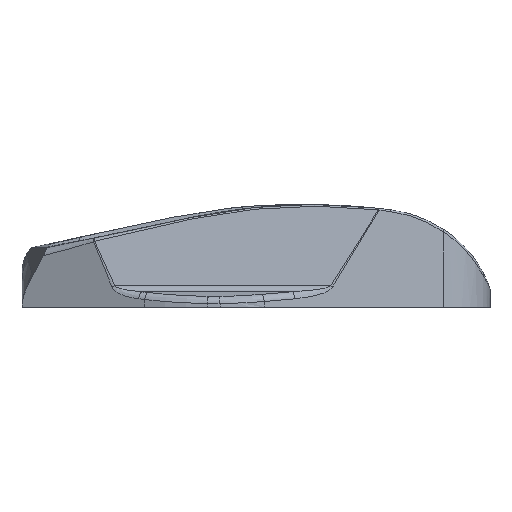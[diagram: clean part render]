
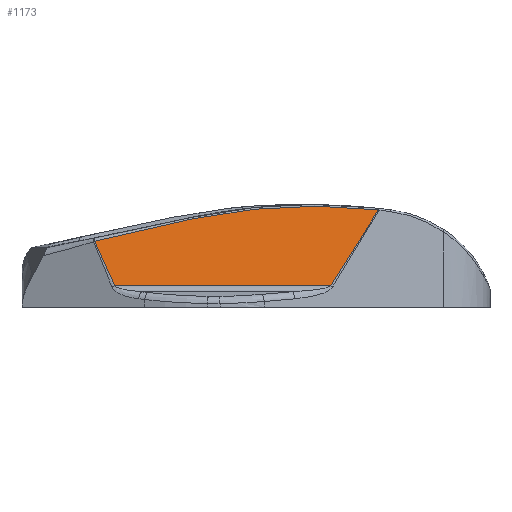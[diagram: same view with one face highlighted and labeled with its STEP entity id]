
A CAD part, left-side view. The second image highlights one B-rep face of the part: STEP entity #1173.
In plain terms, the highlighted planar face has unit normal (-0.987, 0, 0.163).
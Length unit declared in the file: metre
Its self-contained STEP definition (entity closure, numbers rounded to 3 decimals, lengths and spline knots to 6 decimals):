
#88=ELLIPSE('',#1263,0.157167,0.1545);
#162=B_SPLINE_CURVE_WITH_KNOTS('',3,(#3317,#3318,#3319,#3320),
 .UNSPECIFIED.,.F.,.F.,(4,4),(0.083977,0.905472),
 .PIECEWISE_BEZIER_KNOTS.);
#163=B_SPLINE_CURVE_WITH_KNOTS('',3,(#3323,#3324,#3325,#3326),
 .UNSPECIFIED.,.F.,.F.,(4,4),(0.146601,0.867972),
 .PIECEWISE_BEZIER_KNOTS.);
#164=B_SPLINE_CURVE_WITH_KNOTS('',3,(#3330,#3331,#3332,#3333),
 .UNSPECIFIED.,.F.,.F.,(4,4),(0.099643,0.876782),
 .PIECEWISE_BEZIER_KNOTS.);
#404=ORIENTED_EDGE('',*,*,#688,.T.);
#405=ORIENTED_EDGE('',*,*,#689,.T.);
#406=ORIENTED_EDGE('',*,*,#690,.T.);
#407=ORIENTED_EDGE('',*,*,#691,.T.);
#408=ORIENTED_EDGE('',*,*,#692,.T.);
#688=EDGE_CURVE('',#834,#835,#162,.T.);
#689=EDGE_CURVE('',#835,#836,#163,.F.);
#690=EDGE_CURVE('',#836,#837,#901,.T.);
#691=EDGE_CURVE('',#837,#838,#164,.F.);
#692=EDGE_CURVE('',#838,#834,#88,.T.);
#834=VERTEX_POINT('',#3321);
#835=VERTEX_POINT('',#3322);
#836=VERTEX_POINT('',#3327);
#837=VERTEX_POINT('',#3329);
#838=VERTEX_POINT('',#3334);
#901=LINE('',#3328,#963);
#963=VECTOR('',#1426,1.);
#1007=EDGE_LOOP('',(#404,#405,#406,#407,#408));
#1080=FACE_BOUND('',#1007,.T.);
#1133=PLANE('',#1262);
#1173=ADVANCED_FACE('',(#1080),#1133,.T.);
#1262=AXIS2_PLACEMENT_3D('',#3316,#1424,#1425);
#1263=AXIS2_PLACEMENT_3D('',#3335,#1427,#1428);
#1424=DIRECTION('',(-0.987,0.,0.162));
#1425=DIRECTION('',(0.162,0.,0.987));
#1426=DIRECTION('',(0.,-1.,0.));
#1427=DIRECTION('',(-0.987,0.,0.162));
#1428=DIRECTION('',(0.143,0.471,0.871));
#3316=CARTESIAN_POINT('',(0.037742,0.0646,0.020255));
#3317=CARTESIAN_POINT('',(0.038714,0.028883,0.026156));
#3318=CARTESIAN_POINT('',(0.038407,0.037653,0.024293));
#3319=CARTESIAN_POINT('',(0.038034,0.046334,0.022025));
#3320=CARTESIAN_POINT('',(0.037727,0.055104,0.020162));
#3321=CARTESIAN_POINT('',(0.038714,0.028883,0.026156));
#3322=CARTESIAN_POINT('',(0.037727,0.055104,0.020162));
#3323=CARTESIAN_POINT('',(0.035767,0.049743,0.00826));
#3324=CARTESIAN_POINT('',(0.036425,0.051468,0.012253));
#3325=CARTESIAN_POINT('',(0.03707,0.053379,0.016169));
#3326=CARTESIAN_POINT('',(0.037727,0.055104,0.020162));
#3327=CARTESIAN_POINT('',(0.035767,0.049743,0.00826));
#3328=CARTESIAN_POINT('',(0.035767,0.0646,0.00826));
#3329=CARTESIAN_POINT('',(0.035767,-0.007995,0.00826));
#3330=CARTESIAN_POINT('',(0.03911,-0.020737,0.028561));
#3331=CARTESIAN_POINT('',(0.037989,-0.016556,0.021754));
#3332=CARTESIAN_POINT('',(0.036888,-0.012176,0.015067));
#3333=CARTESIAN_POINT('',(0.035767,-0.007995,0.00826));
#3334=CARTESIAN_POINT('',(0.03911,-0.020737,0.028561));
#3335=CARTESIAN_POINT('',(0.013831,-0.005532,-0.124964));
